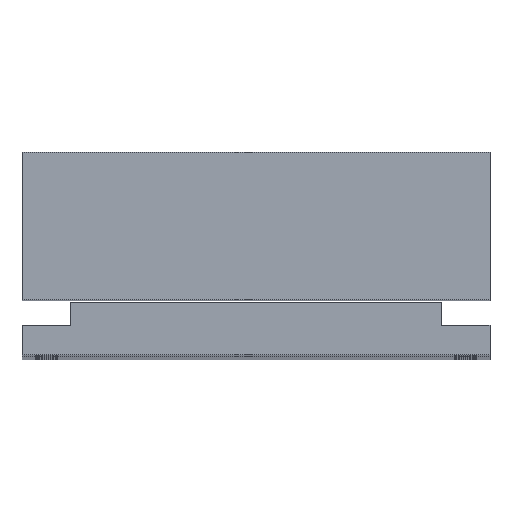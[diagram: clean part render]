
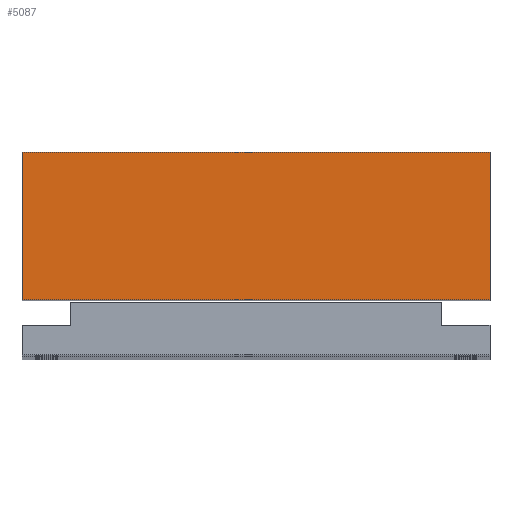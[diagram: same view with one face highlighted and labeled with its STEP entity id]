
A CAD part, top view. The second image highlights one B-rep face of the part: STEP entity #5087.
In plain terms, the highlighted planar face has unit normal (0, 0, 1).
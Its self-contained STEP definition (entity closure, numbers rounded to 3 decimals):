
#367 = VERTEX_POINT ( 'NONE', #4824 ) ;
#975 = ORIENTED_EDGE ( 'NONE', *, *, #5564, .T. ) ;
#993 = LINE ( 'NONE', #4146, #1766 ) ;
#1107 = EDGE_CURVE ( 'NONE', #1385, #367, #2273, .T. ) ;
#1242 = ORIENTED_EDGE ( 'NONE', *, *, #1107, .T. ) ;
#1252 = CARTESIAN_POINT ( 'NONE',  ( 95., 0., 105. ) ) ;
#1330 = PLANE ( 'NONE',  #4965 ) ;
#1377 = CARTESIAN_POINT ( 'NONE',  ( 95., 0., 105. ) ) ;
#1385 = VERTEX_POINT ( 'NONE', #1252 ) ;
#1461 = CARTESIAN_POINT ( 'NONE',  ( 0., 0., 105. ) ) ;
#1766 = VECTOR ( 'NONE', #1893, 1000. ) ;
#1805 = DIRECTION ( 'NONE',  ( -1., 0., 0. ) ) ;
#1893 = DIRECTION ( 'NONE',  ( -1., 0., 0. ) ) ;
#2025 = EDGE_CURVE ( 'NONE', #3099, #1385, #5482, .T. ) ;
#2134 = EDGE_CURVE ( 'NONE', #3076, #3099, #3371, .T. ) ;
#2273 = LINE ( 'NONE', #1377, #4373 ) ;
#2310 = DIRECTION ( 'NONE',  ( 1., 0., 0. ) ) ;
#2628 = CARTESIAN_POINT ( 'NONE',  ( 0., 30., 105. ) ) ;
#2782 = EDGE_LOOP ( 'NONE', ( #3002, #3067, #1242, #975 ) ) ;
#3002 = ORIENTED_EDGE ( 'NONE', *, *, #2134, .T. ) ;
#3067 = ORIENTED_EDGE ( 'NONE', *, *, #2025, .T. ) ;
#3076 = VERTEX_POINT ( 'NONE', #2628 ) ;
#3099 = VERTEX_POINT ( 'NONE', #1461 ) ;
#3371 = LINE ( 'NONE', #3830, #5203 ) ;
#3463 = VECTOR ( 'NONE', #2310, 1000. ) ;
#3674 = CARTESIAN_POINT ( 'NONE',  ( 0., 0., 105. ) ) ;
#3763 = DIRECTION ( 'NONE',  ( 0., -1., 0. ) ) ;
#3830 = CARTESIAN_POINT ( 'NONE',  ( 0., 0., 105. ) ) ;
#4146 = CARTESIAN_POINT ( 'NONE',  ( 0., 30., 105. ) ) ;
#4373 = VECTOR ( 'NONE', #5620, 1000. ) ;
#4549 = DIRECTION ( 'NONE',  ( 0., 0., -1. ) ) ;
#4824 = CARTESIAN_POINT ( 'NONE',  ( 95., 30., 105. ) ) ;
#4965 = AXIS2_PLACEMENT_3D ( 'NONE', #4995, #4549, #1805 ) ;
#4995 = CARTESIAN_POINT ( 'NONE',  ( 0., 0., 105. ) ) ;
#5087 = ADVANCED_FACE ( 'NONE', ( #5455 ), #1330, .F. ) ;
#5203 = VECTOR ( 'NONE', #3763, 1000. ) ;
#5455 = FACE_OUTER_BOUND ( 'NONE', #2782, .T. ) ;
#5482 = LINE ( 'NONE', #3674, #3463 ) ;
#5564 = EDGE_CURVE ( 'NONE', #367, #3076, #993, .T. ) ;
#5620 = DIRECTION ( 'NONE',  ( 0., 1., 0. ) ) ;
